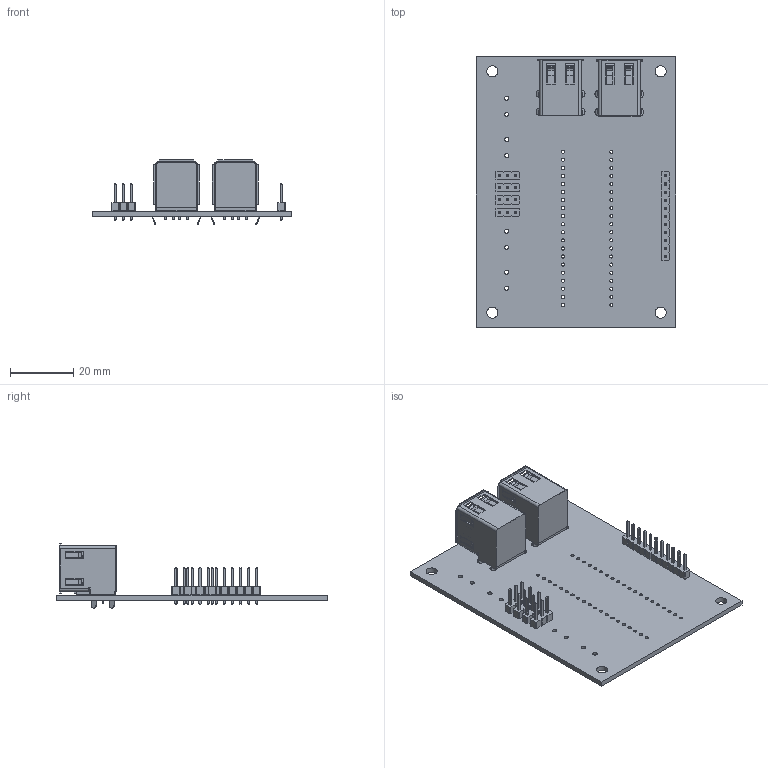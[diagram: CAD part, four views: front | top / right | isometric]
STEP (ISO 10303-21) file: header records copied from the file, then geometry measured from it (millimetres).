
FILE_DESCRIPTION(('KiCad electronic assembly'),'2;1');
FILE_NAME('stm_pcb.step','2024-11-23T20:26:43',('Pcbnew'),('Kicad'), 'Open CASCADE STEP processor 7.8','KiCad to STEP converter','Unknown' );
FILE_SCHEMA(('AUTOMOTIVE_DESIGN { 1 0 10303 214 1 1 1 1 }'));
Length unit declared in the file: millimetre
Products named in the file (8): stm_pcb 1; PinHeader_1x03_P2.54mm_Vertical; PinHeader_1x03_P254mm_Vertical; PinHeader_1x11_P2.54mm_Vertical; PinHeader_1x11_P254mm_Vertical; DualUSB; USBR-A-D-F-O-TH; stm_pcb_PCB
Assembly tree (11 placements, depth 3):
  stm_pcb 1
    PinHeader_1x03_P2.54mm_Vertical  x4
      PinHeader_1x03_P254mm_Vertical
    PinHeader_1x11_P2.54mm_Vertical
      PinHeader_1x11_P254mm_Vertical
    DualUSB  x2
      USBR-A-D-F-O-TH
    stm_pcb_PCB
Bounding box: 62.7 x 85.2 x 20.3 mm (x, y, z)
Volume: 14143.6 mm3; surface area: 21805.2 mm2
Topology: 12 solids, 12 shells, 1525 faces, 4133 edges, 2682 vertices
Faces by surface type: plane 1282, cylinder 243
Full cylindrical faces by diameter (mm): 0.9 x16, 1 x63, 1.3 x8, 2.3 x8, 3.5 x4
Entity records: 30085 total; most frequent: CARTESIAN_POINT 4780, ORIENTED_EDGE 4726, DIRECTION 4479, EDGE_CURVE 2363, LINE 2017, VECTOR 2017, VERTEX_POINT 1532, AXIS2_PLACEMENT_3D 1231
